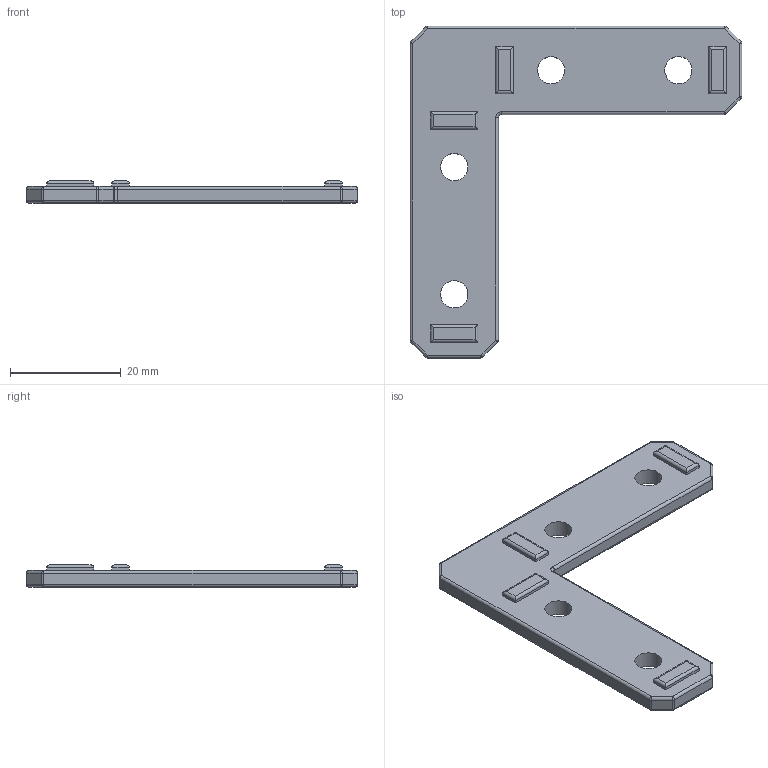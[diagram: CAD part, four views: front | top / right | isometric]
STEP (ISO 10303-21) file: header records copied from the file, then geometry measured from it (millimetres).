
FILE_DESCRIPTION(/* description */ ('GIUNZIONE. ANG. A 90° PER PROF. SERIE 30'),/* implementation_level */ '2;1');
FILE_NAME(/* name */ 'CGIPR0000089.stp',/* time_stamp */ '2018-11-15T09:51:46+01:00',/* author */ ('fzagni'),/* organization */ (''),/* preprocessor_version */ 'ST-DEVELOPER v16.1',/* originating_system */ 'Autodesk Inventor 2016',/* authorisation */ '');
FILE_SCHEMA (('AUTOMOTIVE_DESIGN { 1 0 10303 214 3 1 1 }'));
Length unit declared in the file: millimetre
Products named in the file (1): CGIPR0000089
Bounding box: 60 x 60 x 4 mm (x, y, z)
Volume: 4667.1 mm3; surface area: 4076.1 mm2
Topology: 1 solids, 1 shells, 128 faces, 278 edges, 160 vertices
Faces by surface type: cylinder 53, plane 53, sphere 20, torus 2
Full cylindrical faces by diameter (mm): 4.917 x4
Entity records: 3390 total; most frequent: DIRECTION 620, CARTESIAN_POINT 555, ORIENTED_EDGE 540, EDGE_CURVE 270, AXIS2_PLACEMENT_3D 221, LINE 178, VECTOR 178, VERTEX_POINT 156
